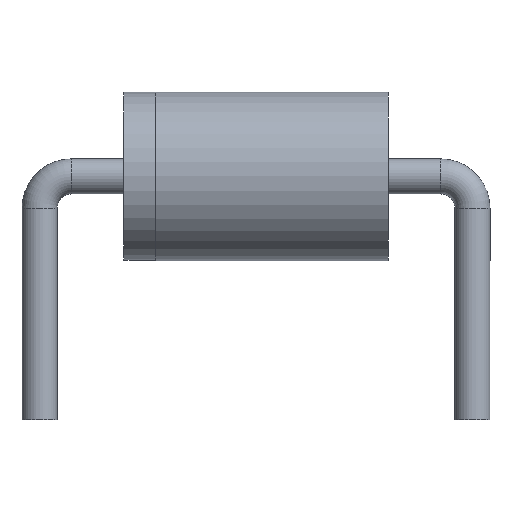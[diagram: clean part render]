
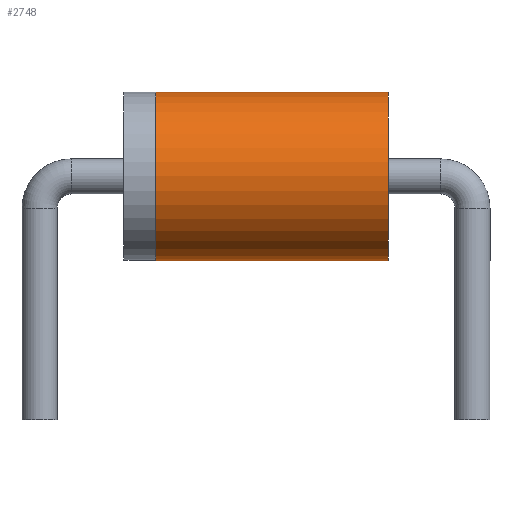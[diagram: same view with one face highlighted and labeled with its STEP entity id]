
A CAD part, front view. The second image highlights one B-rep face of the part: STEP entity #2748.
In plain terms, the highlighted cylindrical face has radius 2.65 mm (diameter 5.3 mm), a partial arc.
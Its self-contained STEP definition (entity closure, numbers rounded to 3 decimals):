
#151 = DIRECTION ( 'NONE',  ( 0., 0., -1. ) ) ;
#279 = EDGE_CURVE ( 'NONE', #5362, #11457, #2481, .T. ) ;
#406 = CARTESIAN_POINT ( 'NONE',  ( 8.3, 2.65, 0. ) ) ;
#463 = CARTESIAN_POINT ( 'NONE',  ( 8.3, 2.65, -2.65 ) ) ;
#565 = CARTESIAN_POINT ( 'NONE',  ( 1., 2.65, -2.65 ) ) ;
#621 = CIRCLE ( 'NONE', #10984, 2.65 ) ;
#665 = AXIS2_PLACEMENT_3D ( 'NONE', #2958, #2685, #2895 ) ;
#1101 = ORIENTED_EDGE ( 'NONE', *, *, #1298, .F. ) ;
#1298 = EDGE_CURVE ( 'NONE', #5362, #3711, #621, .T. ) ;
#1375 = CARTESIAN_POINT ( 'NONE',  ( 8.3, 2.65, 0. ) ) ;
#1744 = CIRCLE ( 'NONE', #665, 2.65 ) ;
#1906 = CARTESIAN_POINT ( 'NONE',  ( 8.3, 2.65, -2.65 ) ) ;
#2481 = LINE ( 'NONE', #6630, #10333 ) ;
#2685 = DIRECTION ( 'NONE',  ( 1., 0., 0. ) ) ;
#2700 = EDGE_LOOP ( 'NONE', ( #13060, #1101, #5339, #5830 ) ) ;
#2748 = ADVANCED_FACE ( 'NONE', ( #10551 ), #6534, .T. ) ;
#2895 = DIRECTION ( 'NONE',  ( 0., 0., -1. ) ) ;
#2958 = CARTESIAN_POINT ( 'NONE',  ( 1., 2.65, 0. ) ) ;
#3310 = AXIS2_PLACEMENT_3D ( 'NONE', #406, #5377, #3336 ) ;
#3336 = DIRECTION ( 'NONE',  ( 0., 0., 1. ) ) ;
#3711 = VERTEX_POINT ( 'NONE', #1906 ) ;
#5339 = ORIENTED_EDGE ( 'NONE', *, *, #279, .T. ) ;
#5362 = VERTEX_POINT ( 'NONE', #12851 ) ;
#5377 = DIRECTION ( 'NONE',  ( -1., 0., 0. ) ) ;
#5474 = DIRECTION ( 'NONE',  ( 1., 0., 0. ) ) ;
#5830 = ORIENTED_EDGE ( 'NONE', *, *, #7764, .T. ) ;
#6006 = VECTOR ( 'NONE', #12789, 1000. ) ;
#6534 = CYLINDRICAL_SURFACE ( 'NONE', #3310, 2.65 ) ;
#6630 = CARTESIAN_POINT ( 'NONE',  ( 8.3, 2.65, 2.65 ) ) ;
#7519 = CARTESIAN_POINT ( 'NONE',  ( 1., 2.65, 2.65 ) ) ;
#7764 = EDGE_CURVE ( 'NONE', #11457, #13171, #1744, .T. ) ;
#10333 = VECTOR ( 'NONE', #11787, 1000. ) ;
#10551 = FACE_OUTER_BOUND ( 'NONE', #2700, .T. ) ;
#10802 = LINE ( 'NONE', #463, #6006 ) ;
#10984 = AXIS2_PLACEMENT_3D ( 'NONE', #1375, #5474, #151 ) ;
#11268 = EDGE_CURVE ( 'NONE', #3711, #13171, #10802, .T. ) ;
#11457 = VERTEX_POINT ( 'NONE', #7519 ) ;
#11787 = DIRECTION ( 'NONE',  ( -1., 0., 0. ) ) ;
#12789 = DIRECTION ( 'NONE',  ( -1., 0., 0. ) ) ;
#12851 = CARTESIAN_POINT ( 'NONE',  ( 8.3, 2.65, 2.65 ) ) ;
#13060 = ORIENTED_EDGE ( 'NONE', *, *, #11268, .F. ) ;
#13171 = VERTEX_POINT ( 'NONE', #565 ) ;
